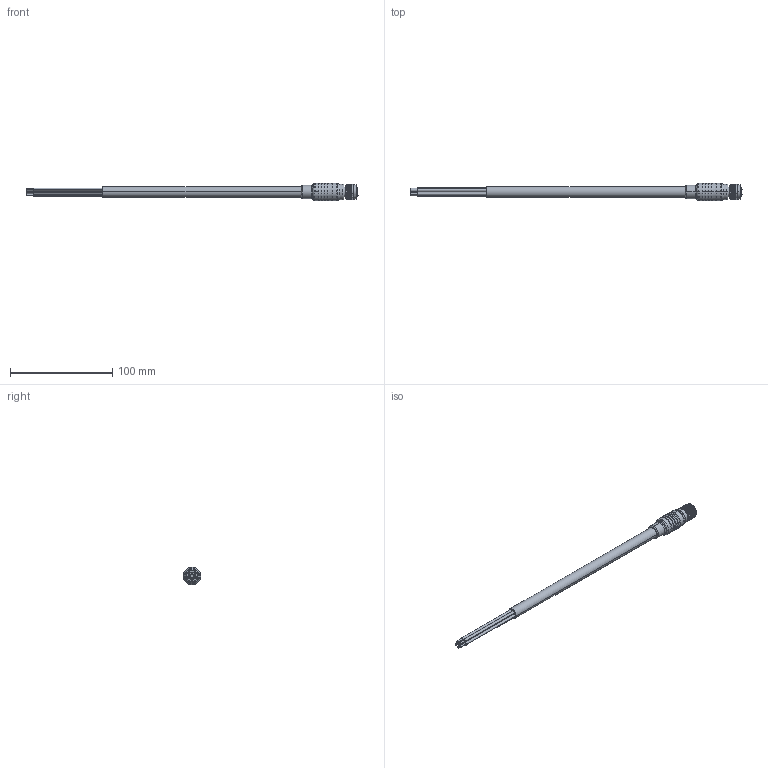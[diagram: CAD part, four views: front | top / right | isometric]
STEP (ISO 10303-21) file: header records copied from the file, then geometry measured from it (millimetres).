
FILE_DESCRIPTION((''),'2;1');
FILE_NAME('255963_SM01_ASM','2026-03-11T12:38:54',('banengservice'),('BANNER ENGINEERING'),'CREO PARAMETRIC BY PTC INC, 2022414','CREO PARAMETRIC BY PTC INC, 2022414','');
FILE_SCHEMA(('CONFIG_CONTROL_DESIGN'));
Length unit declared in the file: millimetre
Products named in the file (2): 255963_EP01; 255963_SM01_ASM
Assembly tree (1 placements, depth 2):
  255963_SM01_ASM
    255963_EP01
Bounding box: 324.8 x 17.6 x 17.6 mm (x, y, z)
Volume: 28702.2 mm3; surface area: 14598.6 mm2
Topology: 1 solids, 1 shells, 453 faces, 1198 edges, 765 vertices
Faces by surface type: plane 184, cylinder 183, torus 36, cone 26, bspline 14, sphere 10
Entity records: 18193 total; most frequent: CARTESIAN_POINT 6726, DIRECTION 2473, ORIENTED_EDGE 2368, EDGE_CURVE 1184, AXIS2_PLACEMENT_3D 917, VERTEX_POINT 765, VECTOR 639, LINE 639
